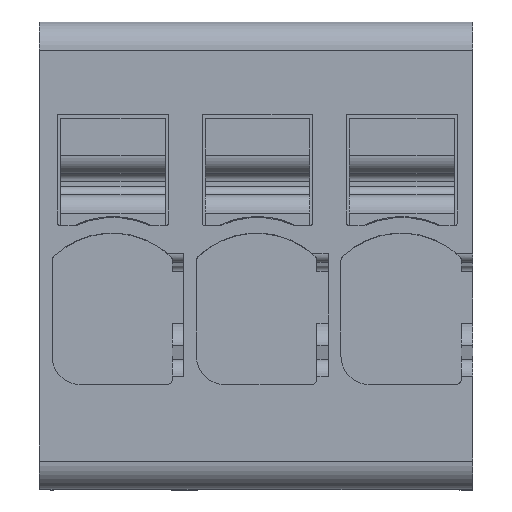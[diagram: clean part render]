
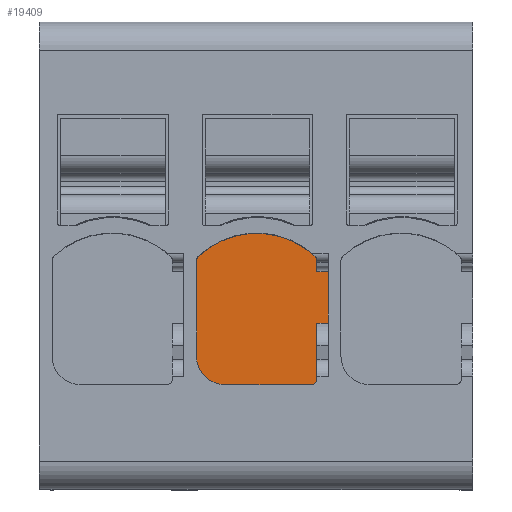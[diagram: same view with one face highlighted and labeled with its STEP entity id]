
A CAD part, top view. The second image highlights one B-rep face of the part: STEP entity #19409.
In plain terms, the highlighted planar face has unit normal (0, 0, 1).
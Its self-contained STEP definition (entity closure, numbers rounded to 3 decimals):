
#14710=AXIS2_PLACEMENT_3D('Circle Axis2P3D',#14708,#14709,$) ;
#14717=AXIS2_PLACEMENT_3D('Circle Axis2P3D',#14715,#14716,$) ;
#14768=AXIS2_PLACEMENT_3D('Circle Axis2P3D',#14766,#14767,$) ;
#14818=AXIS2_PLACEMENT_3D('Circle Axis2P3D',#14816,#14817,$) ;
#14843=AXIS2_PLACEMENT_3D('Circle Axis2P3D',#14841,#14842,$) ;
#19367=AXIS2_PLACEMENT_3D('Plane Axis2P3D',#19364,#19365,#19366) ;
#19378=AXIS2_PLACEMENT_3D('Circle Axis2P3D',#19376,#19377,$) ;
#19385=AXIS2_PLACEMENT_3D('Circle Axis2P3D',#19383,#19384,$) ;
#14596=CARTESIAN_POINT('Vertex',(10.2,7.702,35.55)) ;
#14599=CARTESIAN_POINT('Line Origine',(10.2,6.785,35.55)) ;
#14603=CARTESIAN_POINT('Vertex',(10.2,5.869,35.55)) ;
#14671=CARTESIAN_POINT('Vertex',(9.8,3.9,35.55)) ;
#14685=CARTESIAN_POINT('Vertex',(9.8,5.869,35.55)) ;
#14688=CARTESIAN_POINT('Line Origine',(9.8,4.885,35.55)) ;
#14708=CARTESIAN_POINT('Axis2P3D Location',(9.6,3.9,35.55)) ;
#14712=CARTESIAN_POINT('Vertex',(9.75,3.768,35.55)) ;
#14715=CARTESIAN_POINT('Axis2P3D Location',(9.6,3.9,35.55)) ;
#14719=CARTESIAN_POINT('Vertex',(9.6,3.7,35.55)) ;
#14741=CARTESIAN_POINT('Line Origine',(8.075,3.7,35.55)) ;
#14745=CARTESIAN_POINT('Vertex',(6.55,3.7,35.55)) ;
#14766=CARTESIAN_POINT('Axis2P3D Location',(6.55,4.7,35.55)) ;
#14770=CARTESIAN_POINT('Vertex',(5.55,4.7,35.55)) ;
#14791=CARTESIAN_POINT('Line Origine',(5.55,6.392,35.55)) ;
#14795=CARTESIAN_POINT('Vertex',(5.55,8.083,35.55)) ;
#14816=CARTESIAN_POINT('Axis2P3D Location',(5.75,8.083,35.55)) ;
#14820=CARTESIAN_POINT('Vertex',(5.613,8.229,35.55)) ;
#14841=CARTESIAN_POINT('Axis2P3D Location',(7.675,6.05,35.55)) ;
#14845=CARTESIAN_POINT('Vertex',(9.738,8.229,35.55)) ;
#19348=CARTESIAN_POINT('Vertex',(9.8,7.702,35.55)) ;
#19351=CARTESIAN_POINT('Line Origine',(7.315,7.702,35.55)) ;
#19364=CARTESIAN_POINT('Axis2P3D Location',(9.8,5.869,35.55)) ;
#19369=CARTESIAN_POINT('Line Origine',(9.8,7.893,35.55)) ;
#19373=CARTESIAN_POINT('Vertex',(9.8,8.083,35.55)) ;
#19376=CARTESIAN_POINT('Axis2P3D Location',(9.6,8.083,35.55)) ;
#19380=CARTESIAN_POINT('Vertex',(9.75,8.216,35.55)) ;
#19383=CARTESIAN_POINT('Axis2P3D Location',(9.6,8.083,35.55)) ;
#19388=CARTESIAN_POINT('Line Origine',(10.,5.869,35.55)) ;
#14600=DIRECTION('Vector Direction',(0.,1.,0.)) ;
#14689=DIRECTION('Vector Direction',(0.,1.,0.)) ;
#14709=DIRECTION('Axis2P3D Direction',(0.,0.,1.)) ;
#14716=DIRECTION('Axis2P3D Direction',(0.,0.,1.)) ;
#14742=DIRECTION('Vector Direction',(-1.,0.,0.)) ;
#14767=DIRECTION('Axis2P3D Direction',(0.,0.,1.)) ;
#14792=DIRECTION('Vector Direction',(0.,1.,0.)) ;
#14817=DIRECTION('Axis2P3D Direction',(0.,0.,1.)) ;
#14842=DIRECTION('Axis2P3D Direction',(0.,0.,1.)) ;
#19352=DIRECTION('Vector Direction',(-1.,0.,0.)) ;
#19365=DIRECTION('Axis2P3D Direction',(0.,0.,-1.)) ;
#19366=DIRECTION('Axis2P3D XDirection',(0.,1.,0.)) ;
#19370=DIRECTION('Vector Direction',(0.,1.,0.)) ;
#19377=DIRECTION('Axis2P3D Direction',(0.,0.,-1.)) ;
#19384=DIRECTION('Axis2P3D Direction',(0.,0.,-1.)) ;
#19389=DIRECTION('Vector Direction',(1.,0.,0.)) ;
#14601=VECTOR('Line Direction',#14600,1.) ;
#14690=VECTOR('Line Direction',#14689,1.) ;
#14743=VECTOR('Line Direction',#14742,1.) ;
#14793=VECTOR('Line Direction',#14792,1.) ;
#19353=VECTOR('Line Direction',#19352,1.) ;
#19371=VECTOR('Line Direction',#19370,1.) ;
#19390=VECTOR('Line Direction',#19389,1.) ;
#19394=ORIENTED_EDGE('',*,*,#14605,.T.) ;
#19395=ORIENTED_EDGE('',*,*,#19355,.F.) ;
#19396=ORIENTED_EDGE('',*,*,#19375,.T.) ;
#19397=ORIENTED_EDGE('',*,*,#19382,.F.) ;
#19398=ORIENTED_EDGE('',*,*,#19387,.F.) ;
#19399=ORIENTED_EDGE('',*,*,#14847,.F.) ;
#19400=ORIENTED_EDGE('',*,*,#14822,.F.) ;
#19401=ORIENTED_EDGE('',*,*,#14797,.F.) ;
#19402=ORIENTED_EDGE('',*,*,#14772,.F.) ;
#19403=ORIENTED_EDGE('',*,*,#14747,.F.) ;
#19404=ORIENTED_EDGE('',*,*,#14721,.F.) ;
#19405=ORIENTED_EDGE('',*,*,#14714,.F.) ;
#19406=ORIENTED_EDGE('',*,*,#14692,.T.) ;
#19407=ORIENTED_EDGE('',*,*,#19392,.T.) ;
#19409=ADVANCED_FACE('Brep With Voids',(#19408),#19368,.F.) ;
#14711=CIRCLE('generated circle',#14710,0.2) ;
#14718=CIRCLE('generated circle',#14717,0.2) ;
#14769=CIRCLE('generated circle',#14768,1.) ;
#14819=CIRCLE('generated circle',#14818,0.2) ;
#14844=CIRCLE('generated circle',#14843,3.) ;
#19379=CIRCLE('generated circle',#19378,0.2) ;
#19386=CIRCLE('generated circle',#19385,0.2) ;
#14605=EDGE_CURVE('',#14604,#14597,#14602,.T.) ;
#14692=EDGE_CURVE('',#14672,#14686,#14691,.T.) ;
#14714=EDGE_CURVE('',#14672,#14713,#14711,.F.) ;
#14721=EDGE_CURVE('',#14713,#14720,#14718,.F.) ;
#14747=EDGE_CURVE('',#14720,#14746,#14744,.T.) ;
#14772=EDGE_CURVE('',#14746,#14771,#14769,.F.) ;
#14797=EDGE_CURVE('',#14771,#14796,#14794,.T.) ;
#14822=EDGE_CURVE('',#14796,#14821,#14819,.F.) ;
#14847=EDGE_CURVE('',#14821,#14846,#14844,.F.) ;
#19355=EDGE_CURVE('',#19349,#14597,#19354,.F.) ;
#19375=EDGE_CURVE('',#19349,#19374,#19372,.T.) ;
#19382=EDGE_CURVE('',#19381,#19374,#19379,.T.) ;
#19387=EDGE_CURVE('',#14846,#19381,#19386,.T.) ;
#19392=EDGE_CURVE('',#14686,#14604,#19391,.T.) ;
#19393=EDGE_LOOP('',(#19394,#19395,#19396,#19397,#19398,#19399,#19400,#19401,#19402,#19403,#19404,#19405,#19406,#19407)) ;
#19408=FACE_OUTER_BOUND('',#19393,.T.) ;
#14602=LINE('Line',#14599,#14601) ;
#14691=LINE('Line',#14688,#14690) ;
#14744=LINE('Line',#14741,#14743) ;
#14794=LINE('Line',#14791,#14793) ;
#19354=LINE('Line',#19351,#19353) ;
#19372=LINE('Line',#19369,#19371) ;
#19391=LINE('Line',#19388,#19390) ;
#19368=PLANE('',#19367) ;
#14597=VERTEX_POINT('',#14596) ;
#14604=VERTEX_POINT('',#14603) ;
#14672=VERTEX_POINT('',#14671) ;
#14686=VERTEX_POINT('',#14685) ;
#14713=VERTEX_POINT('',#14712) ;
#14720=VERTEX_POINT('',#14719) ;
#14746=VERTEX_POINT('',#14745) ;
#14771=VERTEX_POINT('',#14770) ;
#14796=VERTEX_POINT('',#14795) ;
#14821=VERTEX_POINT('',#14820) ;
#14846=VERTEX_POINT('',#14845) ;
#19349=VERTEX_POINT('',#19348) ;
#19374=VERTEX_POINT('',#19373) ;
#19381=VERTEX_POINT('',#19380) ;
